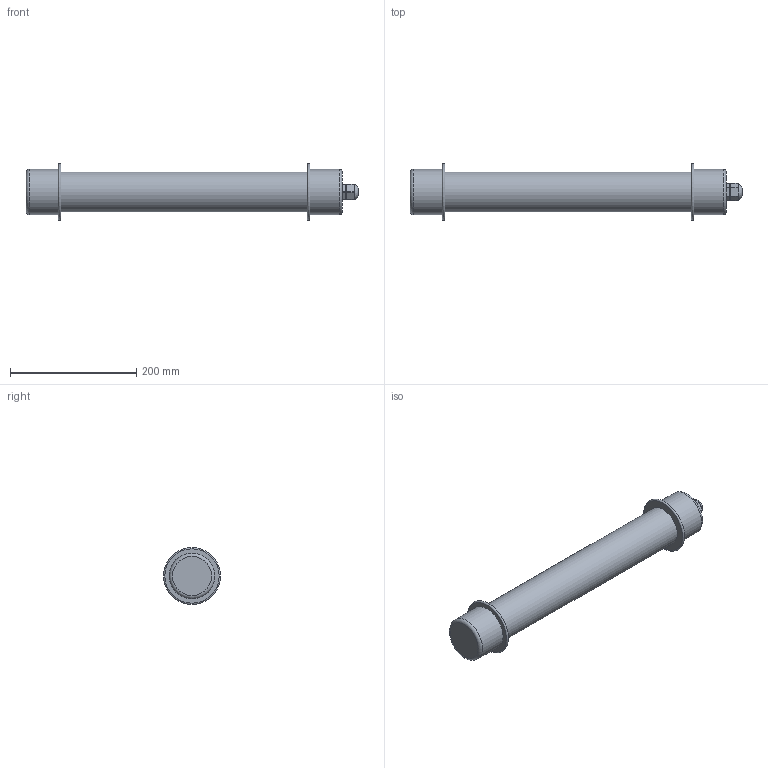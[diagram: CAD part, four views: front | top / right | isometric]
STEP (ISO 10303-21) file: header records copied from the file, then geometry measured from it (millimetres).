
FILE_DESCRIPTION(/* description */ (''),/* implementation_level */ '2;1');
FILE_NAME(/* name */ 'KE-LED-DW 6312.stp',/* time_stamp */ '2025-05-19T10:59:08+02:00',/* author */ ('stree'),/* organization */ (''),/* preprocessor_version */ 'ST-DEVELOPER v20.1',/* originating_system */ 'Autodesk Inventor 2026',/* authorisation */ '');
FILE_SCHEMA (('AUTOMOTIVE_DESIGN { 1 0 10303 214 3 1 1 }'));
Length unit declared in the file: millimetre
Products named in the file (6): KE-LED-DW 6312 Baugruppe; KE-LED-DW 63.. Kappe   Oben; KE-LED-DW 63.. Kappe  Unten; KE-LED-DW 6312 Rohr; Kabelverschraubung M20; KE-LED-DW 63.. 2.Rohr
Assembly tree (5 placements, depth 2):
  KE-LED-DW 6312 Baugruppe
    KE-LED-DW 63.. Kappe   Oben
    KE-LED-DW 63.. Kappe  Unten
    KE-LED-DW 6312 Rohr
    Kabelverschraubung M20
    KE-LED-DW 63.. 2.Rohr
Bounding box: 525 x 90 x 90 mm (x, y, z)
Volume: 548263.9 mm3; surface area: 325064 mm2
Topology: 5 solids, 5 shells, 59 faces, 123 edges, 82 vertices
Faces by surface type: plane 30, cylinder 24, torus 4, bspline 1
Full cylindrical faces by diameter (mm): 10 x1, 18 x1, 20 x2, 54.9 x1, 55 x2, 63 x3, 72 x2
Entity records: 1868 total; most frequent: DIRECTION 324, CARTESIAN_POINT 301, ORIENTED_EDGE 246, AXIS2_PLACEMENT_3D 132, EDGE_CURVE 123, VERTEX_POINT 82, EDGE_LOOP 75, CIRCLE 63
